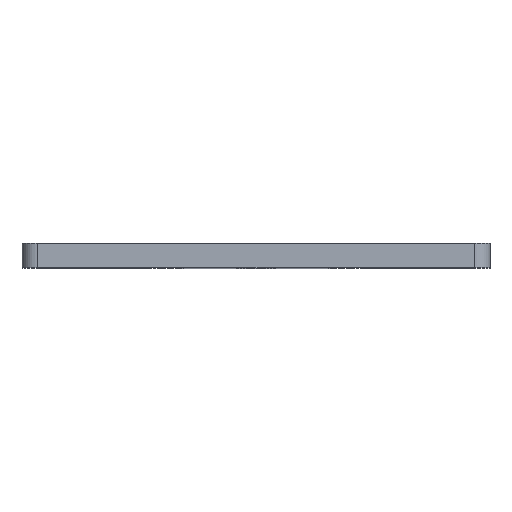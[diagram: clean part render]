
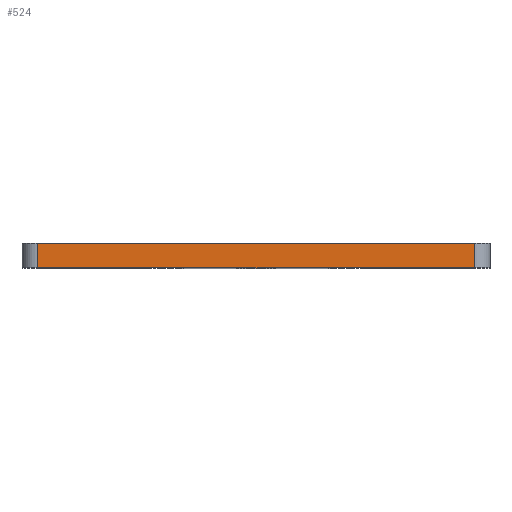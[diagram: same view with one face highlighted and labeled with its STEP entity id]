
A CAD part, top view. The second image highlights one B-rep face of the part: STEP entity #524.
In plain terms, the highlighted planar face has unit normal (0, 0, 1).
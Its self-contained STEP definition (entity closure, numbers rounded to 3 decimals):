
#6 = EDGE_CURVE ( 'NONE', #104, #914, #394, .T. ) ;
#7 = CARTESIAN_POINT ( 'NONE',  ( 0., 3.175, 362.5 ) ) ;
#17 = DIRECTION ( 'NONE',  ( 0., 1., 0. ) ) ;
#30 = EDGE_CURVE ( 'NONE', #914, #551, #121, .T. ) ;
#48 = VECTOR ( 'NONE', #595, 1000. ) ;
#63 = DIRECTION ( 'NONE',  ( -1., 0., 0. ) ) ;
#94 = ORIENTED_EDGE ( 'NONE', *, *, #30, .T. ) ;
#104 = VERTEX_POINT ( 'NONE', #986 ) ;
#121 = LINE ( 'NONE', #744, #48 ) ;
#123 = CARTESIAN_POINT ( 'NONE',  ( -129., 0., 362.5 ) ) ;
#124 = EDGE_CURVE ( 'NONE', #233, #551, #762, .T. ) ;
#178 = CARTESIAN_POINT ( 'NONE',  ( -73., 3.175, 362.5 ) ) ;
#233 = VERTEX_POINT ( 'NONE', #748 ) ;
#252 = CARTESIAN_POINT ( 'NONE',  ( 0., 3.175, 362.5 ) ) ;
#394 = LINE ( 'NONE', #7, #567 ) ;
#396 = EDGE_CURVE ( 'NONE', #233, #104, #714, .T. ) ;
#405 = VECTOR ( 'NONE', #17, 1000. ) ;
#438 = CARTESIAN_POINT ( 'NONE',  ( 0., 0., 362.5 ) ) ;
#461 = CARTESIAN_POINT ( 'NONE',  ( -129., 3.175, 362.5 ) ) ;
#524 = ADVANCED_FACE ( 'NONE', ( #639 ), #960, .T. ) ;
#550 = EDGE_LOOP ( 'NONE', ( #806, #94, #752, #809 ) ) ;
#551 = VERTEX_POINT ( 'NONE', #123 ) ;
#556 = AXIS2_PLACEMENT_3D ( 'NONE', #252, #878, #802 ) ;
#567 = VECTOR ( 'NONE', #621, 1000. ) ;
#595 = DIRECTION ( 'NONE',  ( 0., -1., 0. ) ) ;
#621 = DIRECTION ( 'NONE',  ( -1., 0., 0. ) ) ;
#639 = FACE_OUTER_BOUND ( 'NONE', #550, .T. ) ;
#714 = LINE ( 'NONE', #178, #405 ) ;
#744 = CARTESIAN_POINT ( 'NONE',  ( -129., 0., 362.5 ) ) ;
#748 = CARTESIAN_POINT ( 'NONE',  ( -73., 0., 362.5 ) ) ;
#752 = ORIENTED_EDGE ( 'NONE', *, *, #124, .F. ) ;
#762 = LINE ( 'NONE', #438, #918 ) ;
#802 = DIRECTION ( 'NONE',  ( 1., 0., 0. ) ) ;
#806 = ORIENTED_EDGE ( 'NONE', *, *, #6, .T. ) ;
#809 = ORIENTED_EDGE ( 'NONE', *, *, #396, .T. ) ;
#878 = DIRECTION ( 'NONE',  ( 0., 0., 1. ) ) ;
#914 = VERTEX_POINT ( 'NONE', #461 ) ;
#918 = VECTOR ( 'NONE', #63, 1000. ) ;
#960 = PLANE ( 'NONE',  #556 ) ;
#986 = CARTESIAN_POINT ( 'NONE',  ( -73., 3.175, 362.5 ) ) ;
